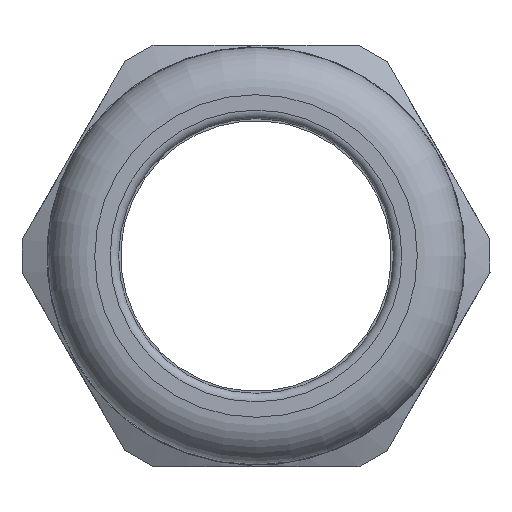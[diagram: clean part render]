
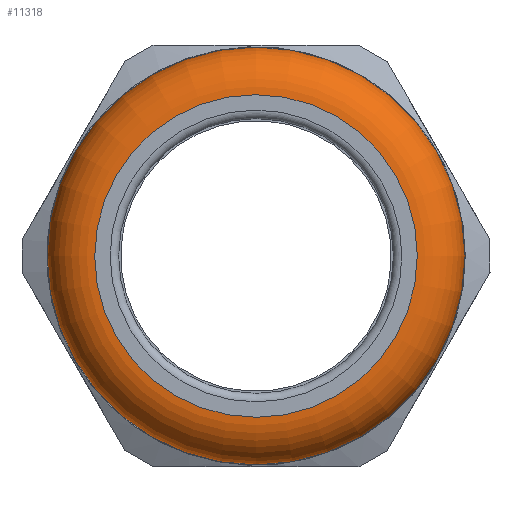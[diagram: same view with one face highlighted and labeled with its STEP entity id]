
A CAD part, left-side view. The second image highlights one B-rep face of the part: STEP entity #11318.
In plain terms, the highlighted toroidal (fillet/blend) face has major radius 19.13 mm and minor radius 5.62 mm.
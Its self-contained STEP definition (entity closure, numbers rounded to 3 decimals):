
#68=TOROIDAL_SURFACE('',#12078,19.13,5.62);
#123=FACE_BOUND('',#3057,.T.);
#2385=FACE_OUTER_BOUND('',#3056,.T.);
#3056=EDGE_LOOP('',(#7531));
#3057=EDGE_LOOP('',(#7532));
#3754=CIRCLE('',#12068,19.13);
#3759=CIRCLE('',#12079,24.75);
#4480=VERTEX_POINT('',#20009);
#4485=VERTEX_POINT('',#20025);
#5686=EDGE_CURVE('',#4480,#4480,#3754,.T.);
#5691=EDGE_CURVE('',#4485,#4485,#3759,.T.);
#7531=ORIENTED_EDGE('',*,*,#5686,.T.);
#7532=ORIENTED_EDGE('',*,*,#5691,.F.);
#11318=ADVANCED_FACE('',(#2385,#123),#68,.T.);
#12068=AXIS2_PLACEMENT_3D('',#20010,#13457,#13458);
#12078=AXIS2_PLACEMENT_3D('',#20024,#13477,#13478);
#12079=AXIS2_PLACEMENT_3D('',#20026,#13479,#13480);
#13457=DIRECTION('center_axis',(1.,0.,0.));
#13458=DIRECTION('ref_axis',(0.,0.,-1.));
#13477=DIRECTION('center_axis',(1.,0.,0.));
#13478=DIRECTION('ref_axis',(0.,0.,-1.));
#13479=DIRECTION('center_axis',(1.,0.,0.));
#13480=DIRECTION('ref_axis',(0.,0.,-1.));
#20009=CARTESIAN_POINT('',(-33.57,19.13,0.));
#20010=CARTESIAN_POINT('Origin',(-33.57,0.,0.));
#20024=CARTESIAN_POINT('Origin',(-27.95,0.,0.));
#20025=CARTESIAN_POINT('',(-27.95,24.75,0.));
#20026=CARTESIAN_POINT('Origin',(-27.95,0.,0.));
